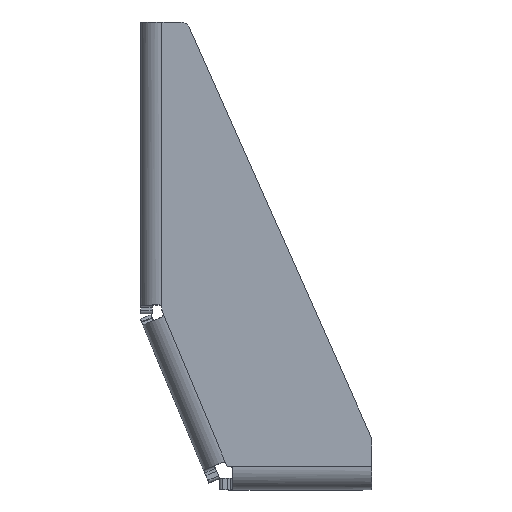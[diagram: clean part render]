
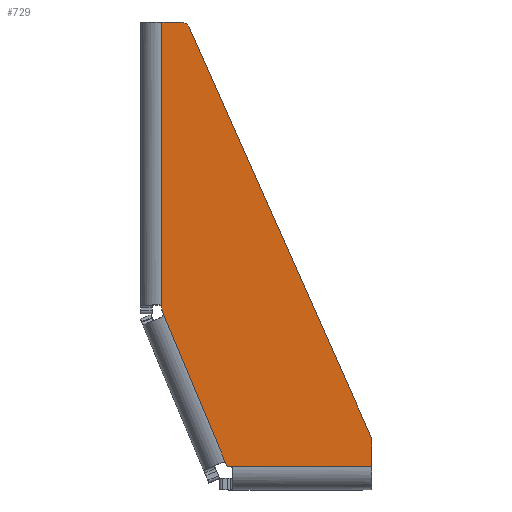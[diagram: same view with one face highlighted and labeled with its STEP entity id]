
A CAD part, top view. The second image highlights one B-rep face of the part: STEP entity #729.
In plain terms, the highlighted planar face has unit normal (0, 0, 1).
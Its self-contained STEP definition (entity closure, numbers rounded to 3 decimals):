
#9 = CARTESIAN_POINT ( 'NONE',  ( -14.658, 70.865, 0. ) ) ;
#32 = VECTOR ( 'NONE', #242, 1000. ) ;
#65 = EDGE_CURVE ( 'NONE', #1596, #1739, #262, .T. ) ;
#81 = CARTESIAN_POINT ( 'NONE',  ( -14.658, 70.865, 0. ) ) ;
#87 = VECTOR ( 'NONE', #1836, 1000. ) ;
#92 = VERTEX_POINT ( 'NONE', #394 ) ;
#105 = DIRECTION ( 'NONE',  ( 1., 0., 0. ) ) ;
#123 = CARTESIAN_POINT ( 'NONE',  ( 39.862, 5.31, 0. ) ) ;
#142 = VERTEX_POINT ( 'NONE', #583 ) ;
#150 = AXIS2_PLACEMENT_3D ( 'NONE', #760, #1906, #960 ) ;
#172 = EDGE_CURVE ( 'NONE', #1850, #961, #2387, .T. ) ;
#231 = ORIENTED_EDGE ( 'NONE', *, *, #1261, .T. ) ;
#235 = DIRECTION ( 'NONE',  ( 0., -1., 0. ) ) ;
#242 = DIRECTION ( 'NONE',  ( -1., 0., 0. ) ) ;
#262 = LINE ( 'NONE', #2062, #1745 ) ;
#270 = AXIS2_PLACEMENT_3D ( 'NONE', #2308, #1576, #1940 ) ;
#285 = CARTESIAN_POINT ( 'NONE',  ( 3.7, 27.5, 0. ) ) ;
#301 = DIRECTION ( 'NONE',  ( 0., -1., 0. ) ) ;
#353 = CIRCLE ( 'NONE', #2008, 1.6 ) ;
#365 = ORIENTED_EDGE ( 'NONE', *, *, #2446, .F. ) ;
#375 = CARTESIAN_POINT ( 'NONE',  ( 4.086, 26.078, 0. ) ) ;
#394 = CARTESIAN_POINT ( 'NONE',  ( 3.7, 77., 0. ) ) ;
#419 = VECTOR ( 'NONE', #1225, 1000. ) ;
#462 = LINE ( 'NONE', #1407, #32 ) ;
#481 = DIRECTION ( 'NONE',  ( 0., 0., 1. ) ) ;
#512 = CARTESIAN_POINT ( 'NONE',  ( 3.739, 26.907, 0. ) ) ;
#535 = LINE ( 'NONE', #81, #419 ) ;
#543 = LINE ( 'NONE', #9, #87 ) ;
#583 = CARTESIAN_POINT ( 'NONE',  ( 40., 4.66, 0. ) ) ;
#600 = ORIENTED_EDGE ( 'NONE', *, *, #2295, .T. ) ;
#607 = PLANE ( 'NONE',  #270 ) ;
#642 = ORIENTED_EDGE ( 'NONE', *, *, #1661, .F. ) ;
#704 = ORIENTED_EDGE ( 'NONE', *, *, #1722, .F. ) ;
#718 = DIRECTION ( 'NONE',  ( 0., -1., 0. ) ) ;
#721 = CARTESIAN_POINT ( 'NONE',  ( 6.96, 77., 0. ) ) ;
#723 = CARTESIAN_POINT ( 'NONE',  ( 8.422, 76.05, 0. ) ) ;
#729 = ADVANCED_FACE ( 'NONE', ( #1575 ), #607, .T. ) ;
#760 = CARTESIAN_POINT ( 'NONE',  ( 15.333, 0.5, 0. ) ) ;
#772 = EDGE_CURVE ( 'NONE', #1621, #873, #986, .T. ) ;
#797 = ORIENTED_EDGE ( 'NONE', *, *, #772, .T. ) ;
#838 = CARTESIAN_POINT ( 'NONE',  ( 6.96, 75.4, 0. ) ) ;
#865 = VERTEX_POINT ( 'NONE', #1617 ) ;
#867 = VECTOR ( 'NONE', #718, 1000. ) ;
#873 = VERTEX_POINT ( 'NONE', #1525 ) ;
#960 = DIRECTION ( 'NONE',  ( 1., 0., 0. ) ) ;
#961 = VERTEX_POINT ( 'NONE', #512 ) ;
#977 = AXIS2_PLACEMENT_3D ( 'NONE', #838, #2152, #1035 ) ;
#986 = CIRCLE ( 'NONE', #150, 0.5 ) ;
#1033 = VERTEX_POINT ( 'NONE', #721 ) ;
#1035 = DIRECTION ( 'NONE',  ( 1., 0., 0. ) ) ;
#1051 = EDGE_CURVE ( 'NONE', #1187, #873, #2148, .T. ) ;
#1139 = VERTEX_POINT ( 'NONE', #1908 ) ;
#1173 = ORIENTED_EDGE ( 'NONE', *, *, #1051, .F. ) ;
#1185 = CIRCLE ( 'NONE', #977, 1.6 ) ;
#1186 = ORIENTED_EDGE ( 'NONE', *, *, #1824, .T. ) ;
#1187 = VERTEX_POINT ( 'NONE', #2345 ) ;
#1188 = CARTESIAN_POINT ( 'NONE',  ( 3.7, 77., 0. ) ) ;
#1195 = ORIENTED_EDGE ( 'NONE', *, *, #1212, .F. ) ;
#1212 = EDGE_CURVE ( 'NONE', #1139, #1850, #535, .T. ) ;
#1217 = LINE ( 'NONE', #1888, #2153 ) ;
#1225 = DIRECTION ( 'NONE',  ( -0.386, 0.922, 0. ) ) ;
#1236 = EDGE_CURVE ( 'NONE', #2035, #961, #2427, .T. ) ;
#1247 = DIRECTION ( 'NONE',  ( 0., 0., 1. ) ) ;
#1250 = VERTEX_POINT ( 'NONE', #285 ) ;
#1261 = EDGE_CURVE ( 'NONE', #142, #1739, #353, .T. ) ;
#1364 = EDGE_CURVE ( 'NONE', #1596, #1033, #1185, .T. ) ;
#1407 = CARTESIAN_POINT ( 'NONE',  ( 0., 77., 0. ) ) ;
#1427 = ORIENTED_EDGE ( 'NONE', *, *, #1364, .T. ) ;
#1454 = CARTESIAN_POINT ( 'NONE',  ( 40., 77., 0. ) ) ;
#1481 = ORIENTED_EDGE ( 'NONE', *, *, #65, .F. ) ;
#1506 = CARTESIAN_POINT ( 'NONE',  ( 3.893, 26.539, 0. ) ) ;
#1525 = CARTESIAN_POINT ( 'NONE',  ( 15.333, 0., 0. ) ) ;
#1534 = ORIENTED_EDGE ( 'NONE', *, *, #1236, .T. ) ;
#1575 = FACE_OUTER_BOUND ( 'NONE', #2226, .T. ) ;
#1576 = DIRECTION ( 'NONE',  ( 0., 0., 1. ) ) ;
#1589 = ORIENTED_EDGE ( 'NONE', *, *, #172, .F. ) ;
#1596 = VERTEX_POINT ( 'NONE', #723 ) ;
#1605 = LINE ( 'NONE', #1188, #1974 ) ;
#1617 = CARTESIAN_POINT ( 'NONE',  ( 40., 0., 0. ) ) ;
#1621 = VERTEX_POINT ( 'NONE', #2228 ) ;
#1630 = CARTESIAN_POINT ( 'NONE',  ( 4.2, 27.1, 0. ) ) ;
#1661 = EDGE_CURVE ( 'NONE', #865, #1187, #1217, .T. ) ;
#1677 = VECTOR ( 'NONE', #2225, 1000. ) ;
#1679 = CARTESIAN_POINT ( 'NONE',  ( 3.7, 77., 0. ) ) ;
#1681 = CARTESIAN_POINT ( 'NONE',  ( 16., 0., 0. ) ) ;
#1718 = DIRECTION ( 'NONE',  ( -0.386, 0.922, 0. ) ) ;
#1722 = EDGE_CURVE ( 'NONE', #1621, #1139, #543, .T. ) ;
#1739 = VERTEX_POINT ( 'NONE', #123 ) ;
#1745 = VECTOR ( 'NONE', #1902, 1000. ) ;
#1816 = DIRECTION ( 'NONE',  ( 1., 0., 0. ) ) ;
#1824 = EDGE_CURVE ( 'NONE', #92, #1250, #1887, .T. ) ;
#1836 = DIRECTION ( 'NONE',  ( -0.386, 0.922, 0. ) ) ;
#1850 = VERTEX_POINT ( 'NONE', #1506 ) ;
#1852 = CARTESIAN_POINT ( 'NONE',  ( 3.7, 27.1, 0. ) ) ;
#1887 = LINE ( 'NONE', #1679, #867 ) ;
#1888 = CARTESIAN_POINT ( 'NONE',  ( 0., 0., 0. ) ) ;
#1899 = AXIS2_PLACEMENT_3D ( 'NONE', #1630, #481, #1816 ) ;
#1902 = DIRECTION ( 'NONE',  ( 0.406, -0.914, 0. ) ) ;
#1906 = DIRECTION ( 'NONE',  ( 0., 0., 1. ) ) ;
#1908 = CARTESIAN_POINT ( 'NONE',  ( 14.807, 0.461, 0. ) ) ;
#1940 = DIRECTION ( 'NONE',  ( 1., 0., 0. ) ) ;
#1974 = VECTOR ( 'NONE', #235, 1000. ) ;
#2001 = VECTOR ( 'NONE', #301, 1000. ) ;
#2008 = AXIS2_PLACEMENT_3D ( 'NONE', #2379, #1247, #105 ) ;
#2035 = VERTEX_POINT ( 'NONE', #1852 ) ;
#2061 = DIRECTION ( 'NONE',  ( -1., 0., 0. ) ) ;
#2062 = CARTESIAN_POINT ( 'NONE',  ( 6.68, 79.969, 0. ) ) ;
#2101 = ORIENTED_EDGE ( 'NONE', *, *, #2344, .T. ) ;
#2148 = LINE ( 'NONE', #1681, #1677 ) ;
#2152 = DIRECTION ( 'NONE',  ( 0., 0., 1. ) ) ;
#2153 = VECTOR ( 'NONE', #2061, 1000. ) ;
#2225 = DIRECTION ( 'NONE',  ( -1., 0., 0. ) ) ;
#2226 = EDGE_LOOP ( 'NONE', ( #600, #1534, #1589, #1195, #704, #797, #1173, #642, #365, #231, #1481, #1427, #2101, #1186 ) ) ;
#2228 = CARTESIAN_POINT ( 'NONE',  ( 14.872, 0.307, 0. ) ) ;
#2295 = EDGE_CURVE ( 'NONE', #1250, #2035, #1605, .T. ) ;
#2308 = CARTESIAN_POINT ( 'NONE',  ( 0., 77., 0. ) ) ;
#2322 = VECTOR ( 'NONE', #1718, 1000. ) ;
#2344 = EDGE_CURVE ( 'NONE', #1033, #92, #462, .T. ) ;
#2345 = CARTESIAN_POINT ( 'NONE',  ( 15.5, 0., 0. ) ) ;
#2379 = CARTESIAN_POINT ( 'NONE',  ( 38.4, 4.66, 0. ) ) ;
#2387 = LINE ( 'NONE', #375, #2322 ) ;
#2427 = CIRCLE ( 'NONE', #1899, 0.5 ) ;
#2446 = EDGE_CURVE ( 'NONE', #142, #865, #2451, .T. ) ;
#2451 = LINE ( 'NONE', #1454, #2001 ) ;
